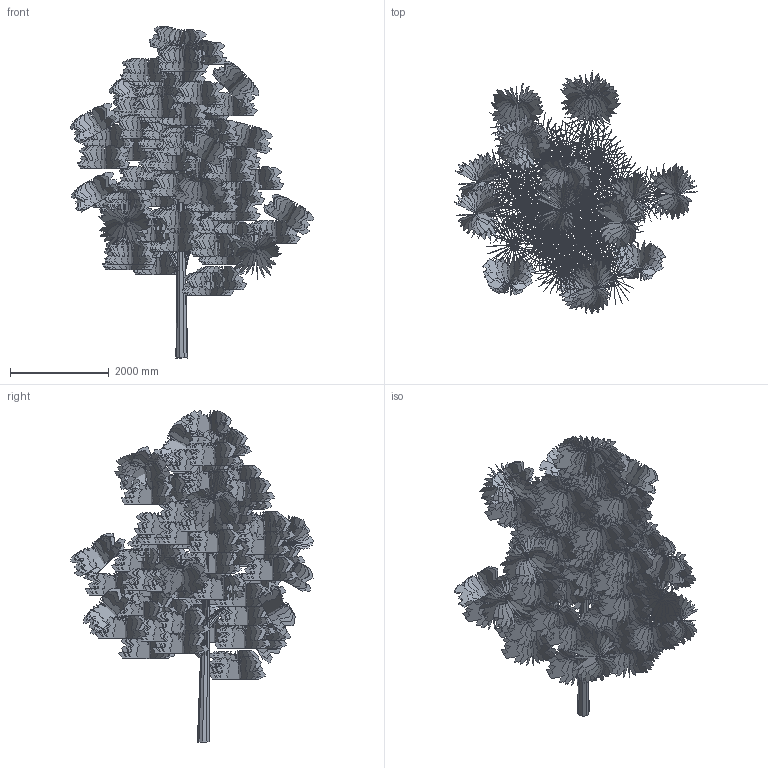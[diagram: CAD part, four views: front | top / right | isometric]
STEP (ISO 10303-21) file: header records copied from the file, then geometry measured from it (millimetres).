
FILE_DESCRIPTION (( 'STEP AP214' ), '1' );
FILE_NAME ('Trees.STEP', '2011-12-19T20:26:07', ( '' ), ( '' ), 'SwSTEP 2.0', 'SolidWorks 2012', '' );
FILE_SCHEMA (( 'AUTOMOTIVE_DESIGN' ));
Length unit declared in the file: millimetre
Products named in the file (7): Component#3; ske23D; trunk#1.006; trunk#1.003; trunk; trunk#1; Trees
Assembly tree (101 placements, depth 3):
  Trees
    ske23D
      trunk#1
      trunk
      trunk#1.003
      trunk#1.006
    Component#3  x96
Bounding box: 4939.21 x 4927.86 x 6726.06 mm (x, y, z)
Surface area: 383921463.5 mm2 (no closed solid volume)
Topology: 0 solids, 1098 shells, 1227 faces, 53265 edges, 53124 vertices
Faces by surface type: plane 1218, bspline 9
Entity records: 12634 total; most frequent: CARTESIAN_POINT 2395, DIRECTION 1555, ORIENTED_EDGE 1158, EDGE_CURVE 1010, LINE 999, VECTOR 999, VERTEX_POINT 874, AXIS2_PLACEMENT_3D 278
